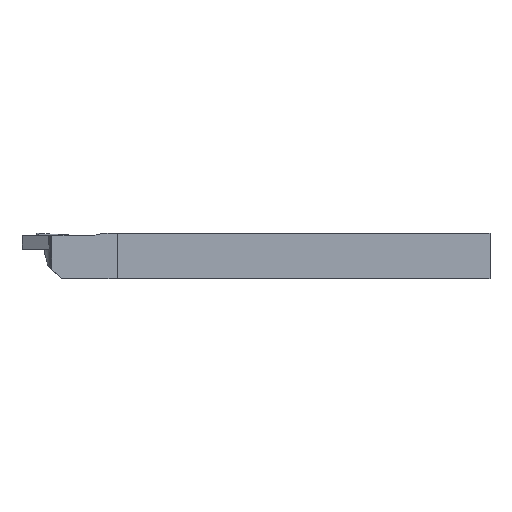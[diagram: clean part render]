
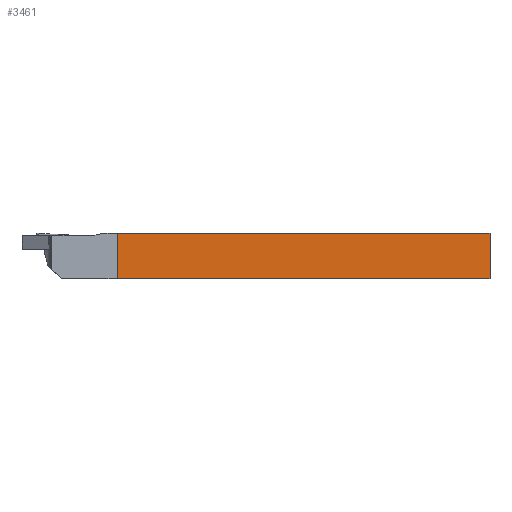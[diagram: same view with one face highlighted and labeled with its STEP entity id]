
A CAD part, front view. The second image highlights one B-rep face of the part: STEP entity #3461.
In plain terms, the highlighted planar face has unit normal (0, -1, 0).
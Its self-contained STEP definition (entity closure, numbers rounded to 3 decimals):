
#11 = DIRECTION ( 'NONE',  ( 1., 0., 0. ) ) ;
#166 = VECTOR ( 'NONE', #1284, 1000. ) ;
#250 = CARTESIAN_POINT ( 'NONE',  ( -82.3, -4., -5. ) ) ;
#288 = CARTESIAN_POINT ( 'NONE',  ( -82.3, -4., 5. ) ) ;
#640 = LINE ( 'NONE', #2898, #166 ) ;
#662 = CARTESIAN_POINT ( 'NONE',  ( -82.3, -4., -5. ) ) ;
#747 = DIRECTION ( 'NONE',  ( 0., 0., 1. ) ) ;
#974 = ORIENTED_EDGE ( 'NONE', *, *, #3682, .F. ) ;
#990 = DIRECTION ( 'NONE',  ( 0., -1., 0. ) ) ;
#1075 = CARTESIAN_POINT ( 'NONE',  ( -82.3, -4., -5. ) ) ;
#1210 = VECTOR ( 'NONE', #11, 1000. ) ;
#1241 = VERTEX_POINT ( 'NONE', #250 ) ;
#1284 = DIRECTION ( 'NONE',  ( 1., 0., 0. ) ) ;
#1299 = CARTESIAN_POINT ( 'NONE',  ( 0., -4., 5. ) ) ;
#1513 = EDGE_CURVE ( 'NONE', #3328, #3469, #2403, .T. ) ;
#1948 = CARTESIAN_POINT ( 'NONE',  ( -82.3, -4., -5. ) ) ;
#2014 = CARTESIAN_POINT ( 'NONE',  ( 0., -4., -5. ) ) ;
#2172 = EDGE_CURVE ( 'NONE', #2359, #3469, #640, .T. ) ;
#2180 = EDGE_LOOP ( 'NONE', ( #3990, #974, #4108, #2810 ) ) ;
#2359 = VERTEX_POINT ( 'NONE', #288 ) ;
#2403 = LINE ( 'NONE', #3706, #3071 ) ;
#2604 = PLANE ( 'NONE',  #2662 ) ;
#2662 = AXIS2_PLACEMENT_3D ( 'NONE', #662, #990, #3271 ) ;
#2777 = VECTOR ( 'NONE', #747, 1000. ) ;
#2810 = ORIENTED_EDGE ( 'NONE', *, *, #1513, .T. ) ;
#2839 = FACE_OUTER_BOUND ( 'NONE', #2180, .T. ) ;
#2887 = LINE ( 'NONE', #1075, #2777 ) ;
#2898 = CARTESIAN_POINT ( 'NONE',  ( -82.3, -4., 5. ) ) ;
#3071 = VECTOR ( 'NONE', #3385, 1000. ) ;
#3271 = DIRECTION ( 'NONE',  ( 0., 0., -1. ) ) ;
#3328 = VERTEX_POINT ( 'NONE', #2014 ) ;
#3385 = DIRECTION ( 'NONE',  ( 0., 0., 1. ) ) ;
#3461 = ADVANCED_FACE ( 'NONE', ( #2839 ), #2604, .T. ) ;
#3469 = VERTEX_POINT ( 'NONE', #1299 ) ;
#3682 = EDGE_CURVE ( 'NONE', #1241, #2359, #2887, .T. ) ;
#3699 = LINE ( 'NONE', #1948, #1210 ) ;
#3706 = CARTESIAN_POINT ( 'NONE',  ( 0., -4., -5. ) ) ;
#3990 = ORIENTED_EDGE ( 'NONE', *, *, #2172, .F. ) ;
#4108 = ORIENTED_EDGE ( 'NONE', *, *, #4120, .T. ) ;
#4120 = EDGE_CURVE ( 'NONE', #1241, #3328, #3699, .T. ) ;
